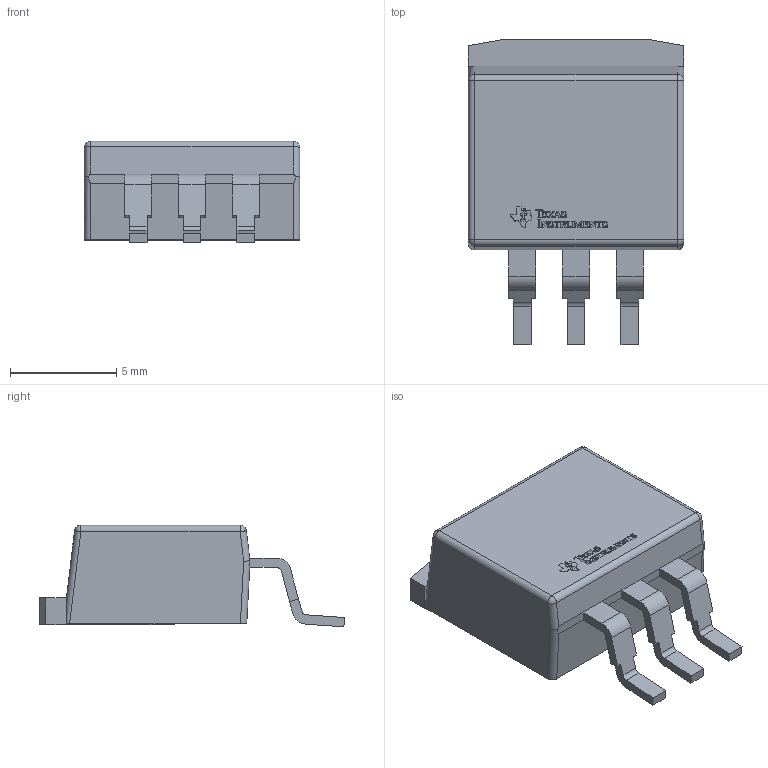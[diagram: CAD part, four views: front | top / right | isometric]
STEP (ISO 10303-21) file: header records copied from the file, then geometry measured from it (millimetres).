
FILE_DESCRIPTION(/* description */ (''),/* implementation_level */ '2;1');
FILE_NAME(/* name */ '1.stp',/* time_stamp */ '2020-01-29T14:15:57+02:00',/* author */ ('Karem'),/* organization */ (''),/* preprocessor_version */ 'ST-DEVELOPER v15.6',/* originating_system */ 'Autodesk Inventor 2015',/* authorisation */ '');
FILE_SCHEMA (('AUTOMOTIVE_DESIGN { 1 0 10303 214 3 1 1 }'));
Length unit declared in the file: millimetre
Products named in the file (6): BODY-TO; HTSINK-TO263; LEAD-TO263; Texas Logo Yury; Texas Logo Yury - Copy; KTT0003B
Bounding box: 10.16 x 14.38 x 4.79 mm (x, y, z)
Volume: 453.8 mm3; surface area: 521.6 mm2
Topology: 23 solids, 23 shells, 509 faces, 1377 edges, 914 vertices
Faces by surface type: plane 317, bspline 166, cylinder 22, sphere 4
Entity records: 16256 total; most frequent: CARTESIAN_POINT 5279, ORIENTED_EDGE 2562, DIRECTION 1621, EDGE_CURVE 1281, LINE 917, VECTOR 917, VERTEX_POINT 850, EDGE_LOOP 477
